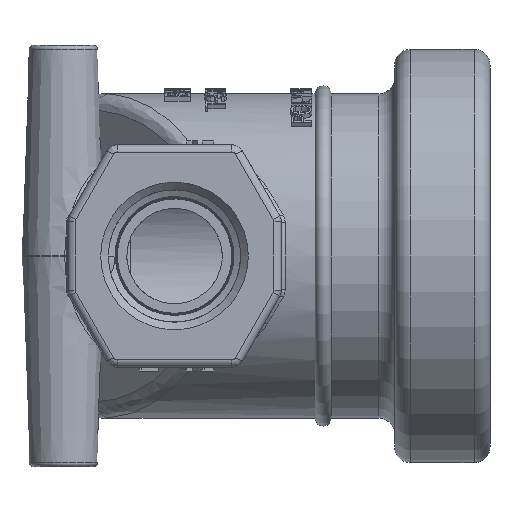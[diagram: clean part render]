
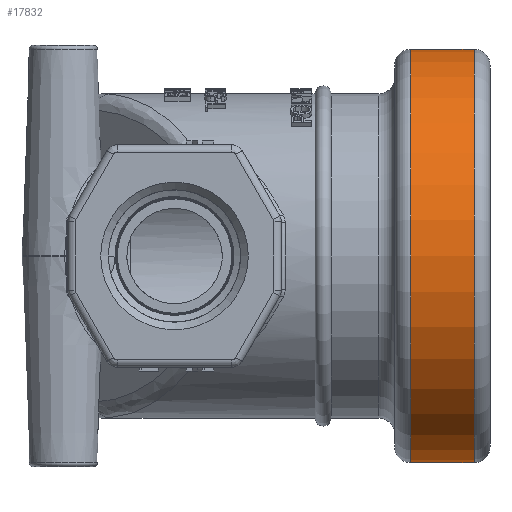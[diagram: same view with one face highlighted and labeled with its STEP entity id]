
A CAD part, left-side view. The second image highlights one B-rep face of the part: STEP entity #17832.
In plain terms, the highlighted cylindrical face has radius 41.275 mm (diameter 82.55 mm), a full revolution.
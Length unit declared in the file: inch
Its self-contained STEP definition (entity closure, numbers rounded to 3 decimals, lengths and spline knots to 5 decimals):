
#1058=CYLINDRICAL_SURFACE('',#18968,1.625);
#1308=FACE_OUTER_BOUND('',#2390,.T.);
#2390=EDGE_LOOP('',(#12972,#12973,#12974,#12975,#12976,#12977,#12978,#12979));
#3441=CIRCLE('',#18964,1.625);
#3442=CIRCLE('',#18965,1.625);
#3443=CIRCLE('',#18966,1.625);
#3445=CIRCLE('',#18969,1.625);
#3446=CIRCLE('',#18970,1.625);
#3447=CIRCLE('',#18971,1.625);
#4994=LINE('',#27311,#6431);
#6431=VECTOR('',#20722,1.625);
#7959=VERTEX_POINT('',#27301);
#7960=VERTEX_POINT('',#27303);
#7961=VERTEX_POINT('',#27305);
#7962=VERTEX_POINT('',#27310);
#7963=VERTEX_POINT('',#27312);
#7964=VERTEX_POINT('',#27314);
#9884=EDGE_CURVE('',#7959,#7960,#3441,.T.);
#9885=EDGE_CURVE('',#7960,#7961,#3442,.T.);
#9886=EDGE_CURVE('',#7961,#7959,#3443,.T.);
#9888=EDGE_CURVE('',#7960,#7962,#4994,.T.);
#9889=EDGE_CURVE('',#7963,#7962,#3445,.T.);
#9890=EDGE_CURVE('',#7964,#7963,#3446,.T.);
#9891=EDGE_CURVE('',#7962,#7964,#3447,.T.);
#12972=ORIENTED_EDGE('',*,*,#9886,.F.);
#12973=ORIENTED_EDGE('',*,*,#9885,.F.);
#12974=ORIENTED_EDGE('',*,*,#9888,.T.);
#12975=ORIENTED_EDGE('',*,*,#9889,.F.);
#12976=ORIENTED_EDGE('',*,*,#9890,.F.);
#12977=ORIENTED_EDGE('',*,*,#9891,.F.);
#12978=ORIENTED_EDGE('',*,*,#9888,.F.);
#12979=ORIENTED_EDGE('',*,*,#9884,.F.);
#17832=ADVANCED_FACE('',(#1308),#1058,.T.);
#18964=AXIS2_PLACEMENT_3D('',#27304,#20712,#20713);
#18965=AXIS2_PLACEMENT_3D('',#27306,#20714,#20715);
#18966=AXIS2_PLACEMENT_3D('',#27307,#20716,#20717);
#18968=AXIS2_PLACEMENT_3D('',#27309,#20720,#20721);
#18969=AXIS2_PLACEMENT_3D('',#27313,#20723,#20724);
#18970=AXIS2_PLACEMENT_3D('',#27315,#20725,#20726);
#18971=AXIS2_PLACEMENT_3D('',#27316,#20727,#20728);
#20712=DIRECTION('center_axis',(0.,-1.,0.));
#20713=DIRECTION('ref_axis',(-1.,0.,0.));
#20714=DIRECTION('center_axis',(0.,-1.,0.));
#20715=DIRECTION('ref_axis',(-1.,0.,0.));
#20716=DIRECTION('center_axis',(0.,-1.,0.));
#20717=DIRECTION('ref_axis',(-1.,0.,0.));
#20720=DIRECTION('center_axis',(0.,-1.,0.));
#20721=DIRECTION('ref_axis',(1.,0.,0.));
#20722=DIRECTION('',(0.,1.,0.));
#20723=DIRECTION('center_axis',(0.,1.,0.));
#20724=DIRECTION('ref_axis',(-1.,0.,0.));
#20725=DIRECTION('center_axis',(0.,1.,0.));
#20726=DIRECTION('ref_axis',(-1.,0.,0.));
#20727=DIRECTION('center_axis',(0.,1.,0.));
#20728=DIRECTION('ref_axis',(-1.,0.,0.));
#27301=CARTESIAN_POINT('',(0.,-2.356,1.625));
#27303=CARTESIAN_POINT('',(-1.625,-2.356,0.));
#27304=CARTESIAN_POINT('Origin',(0.,-2.356,0.));
#27305=CARTESIAN_POINT('',(1.625,-2.356,0.));
#27306=CARTESIAN_POINT('Origin',(0.,-2.356,0.));
#27307=CARTESIAN_POINT('Origin',(0.,-2.356,0.));
#27309=CARTESIAN_POINT('Origin',(0.,-2.106,0.));
#27310=CARTESIAN_POINT('',(-1.625,-1.856,0.));
#27311=CARTESIAN_POINT('',(-1.625,-2.106,0.));
#27312=CARTESIAN_POINT('',(1.625,-1.856,0.));
#27313=CARTESIAN_POINT('Origin',(0.,-1.856,0.));
#27314=CARTESIAN_POINT('',(0.,-1.856,1.625));
#27315=CARTESIAN_POINT('Origin',(0.,-1.856,0.));
#27316=CARTESIAN_POINT('Origin',(0.,-1.856,0.));
